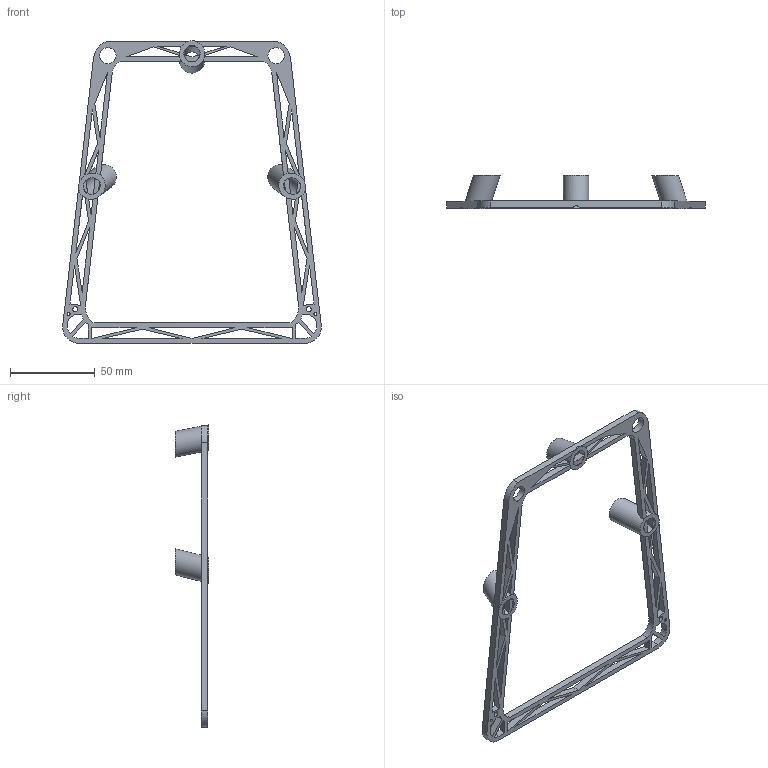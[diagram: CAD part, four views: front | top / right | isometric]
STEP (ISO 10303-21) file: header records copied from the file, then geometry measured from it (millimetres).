
FILE_DESCRIPTION(/* description */ ('STEP AP242','CAx-IF Rec.Pracs.---Representation and Presentation of Product Manufacturing Information (PMI)---4.0---2014-10-13','CAx-IF Rec.Pracs.---3D Tessellated Geometry---0.4---2014-09-14','2;1'),/* implementation_level */ '2;1');
FILE_NAME(/* name */ '6869b75e66002c709b46c7fa',/* time_stamp */ '2025-07-05T23:38:07Z',/* author */ (''),/* organization */ (''),/* preprocessor_version */ 'ST-DEVELOPER v20',/* originating_system */ 'ONSHAPE BY PTC INC, 1.200',/* authorisation */ ' ');
FILE_SCHEMA (('AP242_MANAGED_MODEL_BASED_3D_ENGINEERING_MIM_LF { 1 0 10303 442 1 1 4 }'));
Length unit declared in the file: metre
Products named in the file (1): Part 3
Bounding box: 152.4 x 19.52 x 178.11 mm (x, y, z)
Volume: 23467.8 mm3; surface area: 24595.8 mm2
Topology: 1 solids, 1 shells, 151 faces, 480 edges, 320 vertices
Faces by surface type: plane 119, cylinder 32
Full cylindrical faces by diameter (mm): 1.709 x2, 3.064 x2, 9.525 x5, 14.958 x3
Entity records: 5332 total; most frequent: CARTESIAN_POINT 910, DIRECTION 908, ORIENTED_EDGE 900, EDGE_CURVE 450, VERTEX_POINT 308, AXIS2_PLACEMENT_3D 306, LINE 296, VECTOR 296
